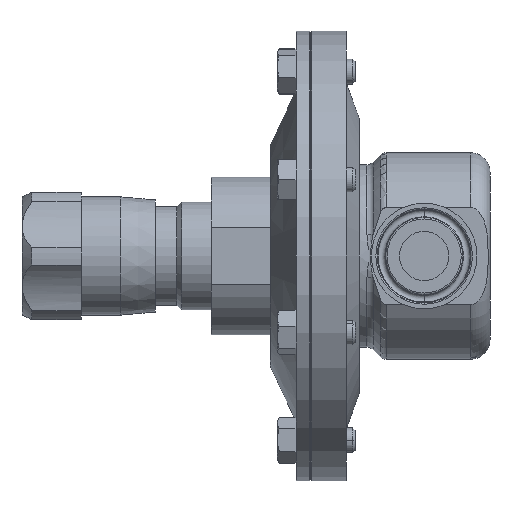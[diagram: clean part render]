
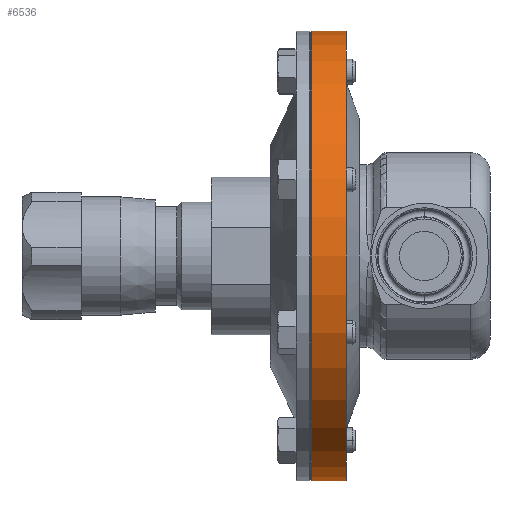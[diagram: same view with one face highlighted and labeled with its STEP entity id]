
A CAD part, left-side view. The second image highlights one B-rep face of the part: STEP entity #6536.
In plain terms, the highlighted cylindrical face has radius 72.39 mm (diameter 144.78 mm), a partial arc.
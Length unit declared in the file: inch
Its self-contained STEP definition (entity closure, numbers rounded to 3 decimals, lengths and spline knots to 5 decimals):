
#595 = EDGE_CURVE ( 'NONE', #9222, #7296, #6693, .T. ) ;
#646 = VECTOR ( 'NONE', #2100, 39.37008 ) ;
#929 = VECTOR ( 'NONE', #6072, 39.37008 ) ;
#1030 = AXIS2_PLACEMENT_3D ( 'NONE', #10588, #7911, #1786 ) ;
#1070 = CARTESIAN_POINT ( 'NONE',  ( 0., 0.0358, 0. ) ) ;
#1339 = ORIENTED_EDGE ( 'NONE', *, *, #595, .T. ) ;
#1348 = LINE ( 'NONE', #2576, #929 ) ;
#1543 = ORIENTED_EDGE ( 'NONE', *, *, #7168, .F. ) ;
#1786 = DIRECTION ( 'NONE',  ( 0., 0., -1. ) ) ;
#2100 = DIRECTION ( 'NONE',  ( 0., -1., 0. ) ) ;
#2205 = FACE_OUTER_BOUND ( 'NONE', #5695, .T. ) ;
#2576 = CARTESIAN_POINT ( 'NONE',  ( 0., 0.0358, 2.85 ) ) ;
#3082 = DIRECTION ( 'NONE',  ( 0., 0., 1. ) ) ;
#3703 = CYLINDRICAL_SURFACE ( 'NONE', #7477, 2.85 ) ;
#5040 = CIRCLE ( 'NONE', #1030, 2.85 ) ;
#5342 = CARTESIAN_POINT ( 'NONE',  ( 0., 0.986, -2.85 ) ) ;
#5445 = EDGE_CURVE ( 'NONE', #7633, #9222, #5864, .T. ) ;
#5686 = CARTESIAN_POINT ( 'NONE',  ( 0., 0.0358, -2.85 ) ) ;
#5695 = EDGE_LOOP ( 'NONE', ( #1543, #11016, #10345, #1339 ) ) ;
#5864 = LINE ( 'NONE', #5686, #646 ) ;
#6072 = DIRECTION ( 'NONE',  ( 0., -1., 0. ) ) ;
#6509 = CARTESIAN_POINT ( 'NONE',  ( 0., 0.986, 0. ) ) ;
#6536 = ADVANCED_FACE ( 'NONE', ( #2205 ), #3703, .T. ) ;
#6693 = CIRCLE ( 'NONE', #7345, 2.85 ) ;
#7146 = DIRECTION ( 'NONE',  ( 0., -1., 0. ) ) ;
#7168 = EDGE_CURVE ( 'NONE', #7308, #7296, #1348, .T. ) ;
#7296 = VERTEX_POINT ( 'NONE', #8831 ) ;
#7308 = VERTEX_POINT ( 'NONE', #10059 ) ;
#7345 = AXIS2_PLACEMENT_3D ( 'NONE', #6509, #10120, #3082 ) ;
#7477 = AXIS2_PLACEMENT_3D ( 'NONE', #1070, #7146, #10662 ) ;
#7633 = VERTEX_POINT ( 'NONE', #11270 ) ;
#7650 = EDGE_CURVE ( 'NONE', #7308, #7633, #5040, .T. ) ;
#7911 = DIRECTION ( 'NONE',  ( 0., -1., 0. ) ) ;
#8831 = CARTESIAN_POINT ( 'NONE',  ( 0., 0.986, 2.85 ) ) ;
#9222 = VERTEX_POINT ( 'NONE', #5342 ) ;
#10059 = CARTESIAN_POINT ( 'NONE',  ( 0., 1.426, 2.85 ) ) ;
#10120 = DIRECTION ( 'NONE',  ( 0., 1., 0. ) ) ;
#10345 = ORIENTED_EDGE ( 'NONE', *, *, #5445, .T. ) ;
#10588 = CARTESIAN_POINT ( 'NONE',  ( 0., 1.426, 0. ) ) ;
#10662 = DIRECTION ( 'NONE',  ( 0., 0., -1. ) ) ;
#11016 = ORIENTED_EDGE ( 'NONE', *, *, #7650, .T. ) ;
#11270 = CARTESIAN_POINT ( 'NONE',  ( 0., 1.426, -2.85 ) ) ;
